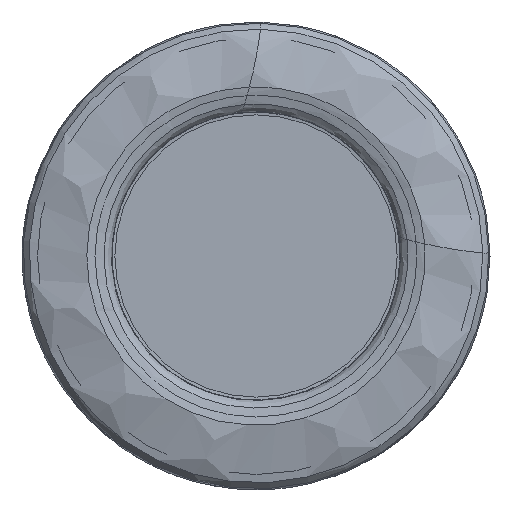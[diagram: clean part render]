
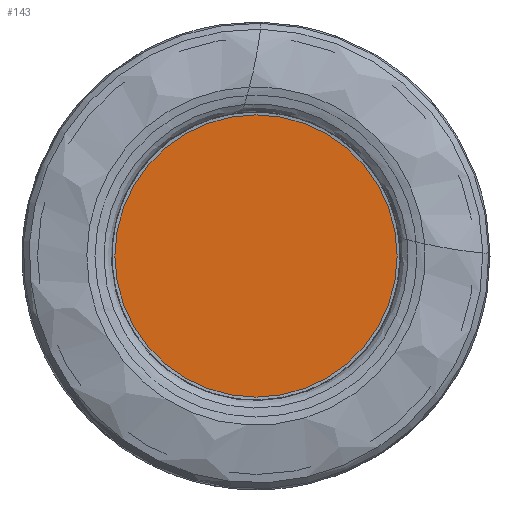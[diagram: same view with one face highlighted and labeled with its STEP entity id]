
A CAD part, left-side view. The second image highlights one B-rep face of the part: STEP entity #143.
In plain terms, the highlighted planar face has unit normal (-1, 0, 0).
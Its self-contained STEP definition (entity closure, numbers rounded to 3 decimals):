
#75=PLANE('',#610);
#143=ADVANCED_FACE('',(#193),#75,.F.);
#193=FACE_OUTER_BOUND('',#247,.T.);
#247=EDGE_LOOP('',(#373));
#373=ORIENTED_EDGE('',*,*,#475,.T.);
#412=VERTEX_POINT('',#1367);
#475=EDGE_CURVE('',#412,#412,#534,.T.);
#534=CIRCLE('',#608,9.649);
#608=AXIS2_PLACEMENT_3D('',#1366,#761,#762);
#610=AXIS2_PLACEMENT_3D('',#1369,#765,#766);
#761=DIRECTION('',(-1.,0.,0.));
#762=DIRECTION('',(0.,0.,1.));
#765=DIRECTION('',(1.,0.,0.));
#766=DIRECTION('',(0.,0.,-1.));
#1366=CARTESIAN_POINT('',(1.8,0.,0.));
#1367=CARTESIAN_POINT('',(1.8,0.,9.649));
#1369=CARTESIAN_POINT('',(1.8,9.649,0.));
